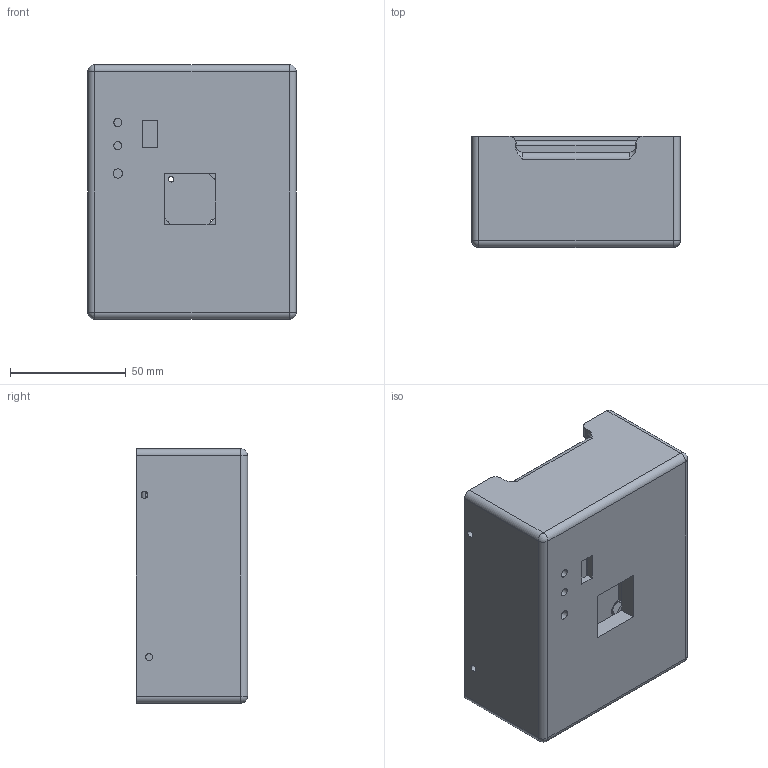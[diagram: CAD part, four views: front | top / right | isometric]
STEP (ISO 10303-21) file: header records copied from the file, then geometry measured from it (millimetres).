
FILE_DESCRIPTION(/* description */ (''),/* implementation_level */ '2;1');
FILE_NAME(/* name */ 'Assembly1.stp',/* time_stamp */ '2022-07-08T15:40:05+07:00',/* author */ ('Nam'),/* organization */ (''),/* preprocessor_version */ 'ST-DEVELOPER v18.1',/* originating_system */ 'Autodesk Inventor 2022',/* authorisation */ '');
FILE_SCHEMA (('AUTOMOTIVE_DESIGN { 1 0 10303 214 3 1 1 }'));
Length unit declared in the file: millimetre
Products named in the file (3): Assembly1; Part1; Part2
Assembly tree (2 placements, depth 2):
  Assembly1
    Part1
    Part2
Bounding box: 90 x 48 x 110 mm (x, y, z)
Volume: 188275.3 mm3; surface area: 69535.5 mm2
Topology: 2 solids, 2 shells, 148 faces, 354 edges, 215 vertices
Faces by surface type: cylinder 65, plane 59, bspline 12, sphere 10, torus 2
Full cylindrical faces by diameter (mm): 2.4 x4, 3 x10, 3.5 x2, 4 x1, 5 x2
Entity records: 4957 total; most frequent: CARTESIAN_POINT 1307, DIRECTION 770, ORIENTED_EDGE 708, EDGE_CURVE 354, AXIS2_PLACEMENT_3D 283, VERTEX_POINT 215, LINE 204, VECTOR 204
